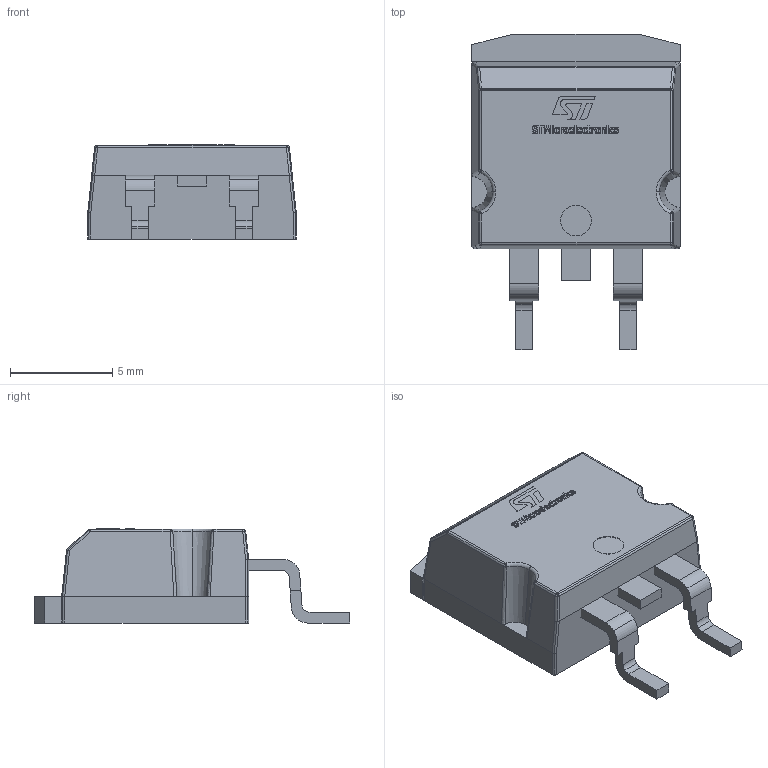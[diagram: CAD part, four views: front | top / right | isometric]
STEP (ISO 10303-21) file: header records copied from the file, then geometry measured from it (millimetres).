
FILE_DESCRIPTION (( 'STEP AP214' ), '1' );
FILE_NAME ('STPS20M100SG-TR.STEP', '2021-06-04T12:13:31', ( '' ), ( '' ), 'SwSTEP 2.0', 'SolidWorks 2018', '' );
FILE_SCHEMA (( 'AUTOMOTIVE_DESIGN' ));
Length unit declared in the file: millimetre
Products named in the file (1): STPS20M100SG-TR
Bounding box: 10.2 x 15.43 x 4.6 mm (x, y, z)
Volume: 430.8 mm3; surface area: 490.6 mm2
Topology: 9 solids, 9 shells, 445 faces, 1160 edges, 758 vertices
Faces by surface type: plane 214, bspline 143, cylinder 62, sphere 18, cone 4, torus 4
Entity records: 19336 total; most frequent: CARTESIAN_POINT 4373, ORIENTED_EDGE 2320, DIRECTION 1582, EDGE_CURVE 1160, VERTEX_POINT 758, VECTOR 708, LINE 708, EDGE_LOOP 470
